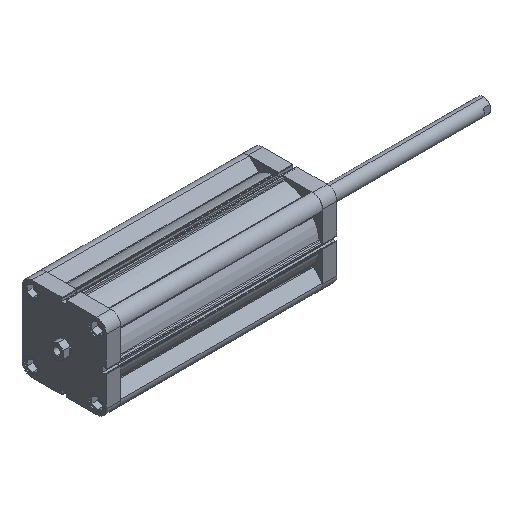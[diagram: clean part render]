
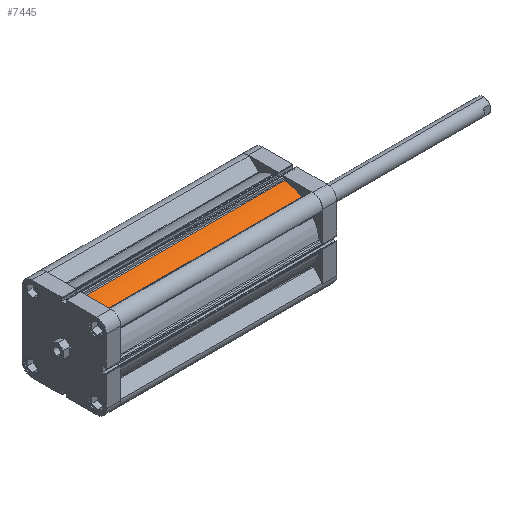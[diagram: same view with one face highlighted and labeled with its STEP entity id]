
A CAD part, isometric view. The second image highlights one B-rep face of the part: STEP entity #7445.
In plain terms, the highlighted cylindrical face has radius 53.5 mm (diameter 107 mm), a partial arc.
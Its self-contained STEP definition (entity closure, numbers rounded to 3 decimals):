
#182 = VERTEX_POINT ( 'NONE', #7928 ) ;
#323 = VERTEX_POINT ( 'NONE', #8310 ) ;
#332 = VERTEX_POINT ( 'NONE', #8156 ) ;
#548 = VERTEX_POINT ( 'NONE', #8038 ) ;
#1164 = ORIENTED_EDGE ( 'NONE', *, *, #6689, .F. ) ;
#1165 = ORIENTED_EDGE ( 'NONE', *, *, #6638, .T. ) ;
#1166 = ORIENTED_EDGE ( 'NONE', *, *, #6679, .T. ) ;
#1167 = ORIENTED_EDGE ( 'NONE', *, *, #6683, .T. ) ;
#1702 = EDGE_LOOP ( 'NONE', ( #1164, #1165, #1166, #1167 ) ) ;
#2168 = VECTOR ( 'NONE', #3472, 1000. ) ;
#2176 = LINE ( 'NONE', #3471, #2168 ) ;
#2246 = CIRCLE ( 'NONE', #7261, 53.5 ) ;
#2250 = LINE ( 'NONE', #3584, #2251 ) ;
#2251 = VECTOR ( 'NONE', #3585, 1000. ) ;
#2261 = CIRCLE ( 'NONE', #7260, 53.5 ) ;
#3471 = CARTESIAN_POINT ( 'NONE',  ( 44.961, -28.996, 277.5 ) ) ;
#3472 = DIRECTION ( 'NONE',  ( 0., 0., -1. ) ) ;
#3566 = CARTESIAN_POINT ( 'NONE',  ( 0., 0., 0. ) ) ;
#3575 = DIRECTION ( 'NONE',  ( 0., 0., 1. ) ) ;
#3576 = DIRECTION ( 'NONE',  ( 1., 0., 0. ) ) ;
#3584 = CARTESIAN_POINT ( 'NONE',  ( 53.147, -6.135, 277.5 ) ) ;
#3585 = DIRECTION ( 'NONE',  ( 0., 0., 1. ) ) ;
#3597 = CARTESIAN_POINT ( 'NONE',  ( 0., 0., 277.5 ) ) ;
#3599 = DIRECTION ( 'NONE',  ( 0., 0., 1. ) ) ;
#3600 = DIRECTION ( 'NONE',  ( 1., 0., 0. ) ) ;
#4516 = AXIS2_PLACEMENT_3D ( 'NONE', #5614, #5613, #5612 ) ;
#5612 = DIRECTION ( 'NONE',  ( -1., 0., 0. ) ) ;
#5613 = DIRECTION ( 'NONE',  ( 0., 0., -1. ) ) ;
#5614 = CARTESIAN_POINT ( 'NONE',  ( 0., 0., 277.5 ) ) ;
#6227 = CYLINDRICAL_SURFACE ( 'NONE', #4516, 53.5 ) ;
#6228 = FACE_OUTER_BOUND ( 'NONE', #1702, .T. ) ;
#6638 = EDGE_CURVE ( 'NONE', #323, #332, #2176, .T. ) ;
#6679 = EDGE_CURVE ( 'NONE', #332, #182, #2246, .T. ) ;
#6683 = EDGE_CURVE ( 'NONE', #182, #548, #2250, .T. ) ;
#6689 = EDGE_CURVE ( 'NONE', #323, #548, #2261, .T. ) ;
#7260 = AXIS2_PLACEMENT_3D ( 'NONE', #3597, #3599, #3600 ) ;
#7261 = AXIS2_PLACEMENT_3D ( 'NONE', #3566, #3575, #3576 ) ;
#7445 = ADVANCED_FACE ( 'NONE', ( #6228 ), #6227, .T. ) ;
#7928 = CARTESIAN_POINT ( 'NONE',  ( 53.147, -6.135, 0. ) ) ;
#8038 = CARTESIAN_POINT ( 'NONE',  ( 53.147, -6.135, 277.5 ) ) ;
#8156 = CARTESIAN_POINT ( 'NONE',  ( 44.961, -28.996, 0. ) ) ;
#8310 = CARTESIAN_POINT ( 'NONE',  ( 44.961, -28.996, 277.5 ) ) ;
